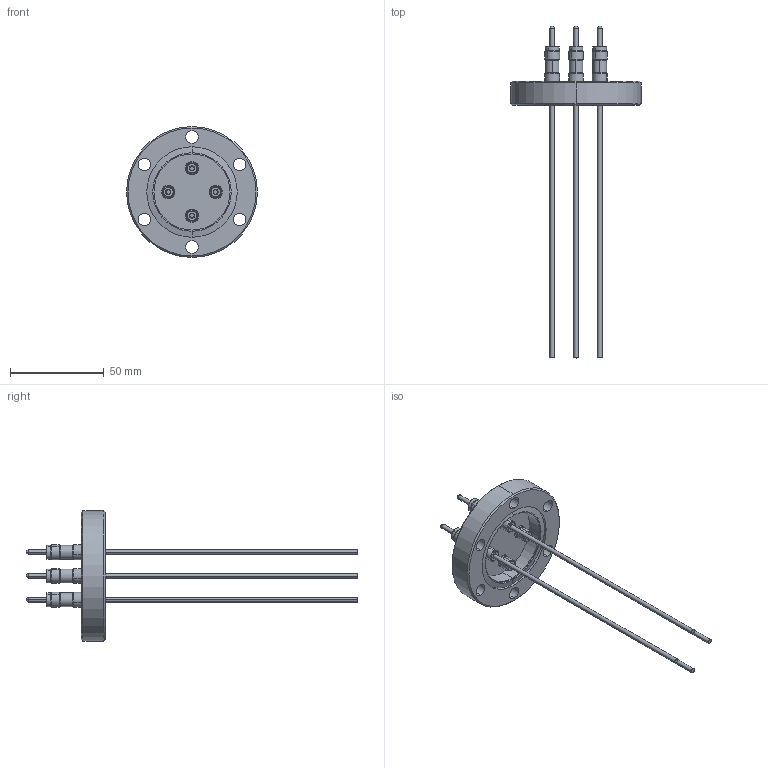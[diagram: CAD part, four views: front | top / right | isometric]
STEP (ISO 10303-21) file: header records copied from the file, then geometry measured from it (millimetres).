
FILE_DESCRIPTION (( 'STEP AP203' ), '1' );
FILE_NAME ('A1836-1-CF.STEP', '2013-06-17T11:44:43', ( '' ), ( '' ), 'SwSTEP 2.0', 'SolidWorks 2012', '' );
FILE_SCHEMA (( 'CONFIG_CONTROL_DESIGN' ));
Length unit declared in the file: inch
Products named in the file (1): A1836-1-CF
Bounding box: 69.85 x 177.29 x 69.85 mm (x, y, z)
Volume: 40345.1 mm3; surface area: 22325.9 mm2
Topology: 1 solids, 1 shells, 270 faces, 566 edges, 340 vertices
Faces by surface type: cylinder 140, cone 54, plane 44, torus 32
Entity records: 7369 total; most frequent: DIRECTION 1480, CARTESIAN_POINT 1177, ORIENTED_EDGE 1132, AXIS2_PLACEMENT_3D 643, EDGE_CURVE 566, CIRCLE 372, VERTEX_POINT 340, EDGE_LOOP 324
